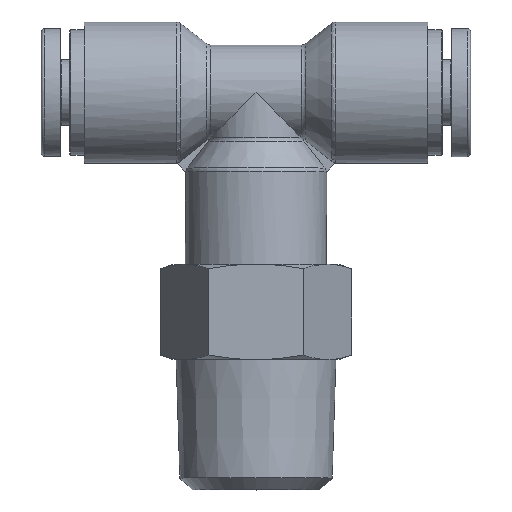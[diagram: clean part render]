
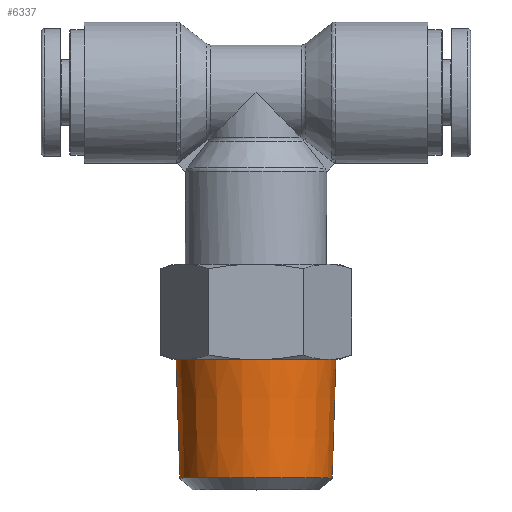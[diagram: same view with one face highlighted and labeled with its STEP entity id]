
A CAD part, top view. The second image highlights one B-rep face of the part: STEP entity #6337.
In plain terms, the highlighted conical face has half-angle 1.791 degrees and reference radius 6.562 mm.
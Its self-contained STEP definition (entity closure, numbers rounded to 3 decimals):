
#5959=CARTESIAN_POINT('',(-18.8,6.734,0.0));
#5960=VERTEX_POINT('',#5959);
#5961=CARTESIAN_POINT('',(-18.8,0.,0.0));
#5962=DIRECTION('',(1.0,0.0,0.0));
#5963=DIRECTION('',(0.0,1.0,0.0));
#5964=AXIS2_PLACEMENT_3D('',#5961,#5962,#5963);
#5965=CIRCLE('',#5964,6.735);
#5966=EDGE_CURVE('',#5960,#5960,#5965,.T.);
#6314=CARTESIAN_POINT('',(-28.8,6.422,0.));
#6315=VERTEX_POINT('',#6314);
#6316=CARTESIAN_POINT('',(-28.8,0.,0.));
#6317=DIRECTION('',(-1.0,0.0,0.0));
#6318=DIRECTION('',(0.0,-1.0,0.0));
#6319=AXIS2_PLACEMENT_3D('',#6316,#6317,#6318);
#6320=CIRCLE('',#6319,6.422);
#6321=EDGE_CURVE('',#6315,#6315,#6320,.T.);
#6326=CARTESIAN_POINT('',(-24.3,0.,0.0));
#6327=DIRECTION('',(1.0,0.,0.0));
#6328=DIRECTION('',(0.0,1.0,0.0));
#6329=AXIS2_PLACEMENT_3D('',#6326,#6327,#6328);
#6330=CONICAL_SURFACE('',#6329,6.563,1.791);
#6331=ORIENTED_EDGE('',*,*,#5966,.F.);
#6332=EDGE_LOOP('',(#6331));
#6333=FACE_OUTER_BOUND('',#6332,.T.);
#6334=ORIENTED_EDGE('',*,*,#6321,.F.);
#6335=EDGE_LOOP('',(#6334));
#6336=FACE_BOUND('',#6335,.T.);
#6337=ADVANCED_FACE('',(#6333,#6336),#6330,.T.);
